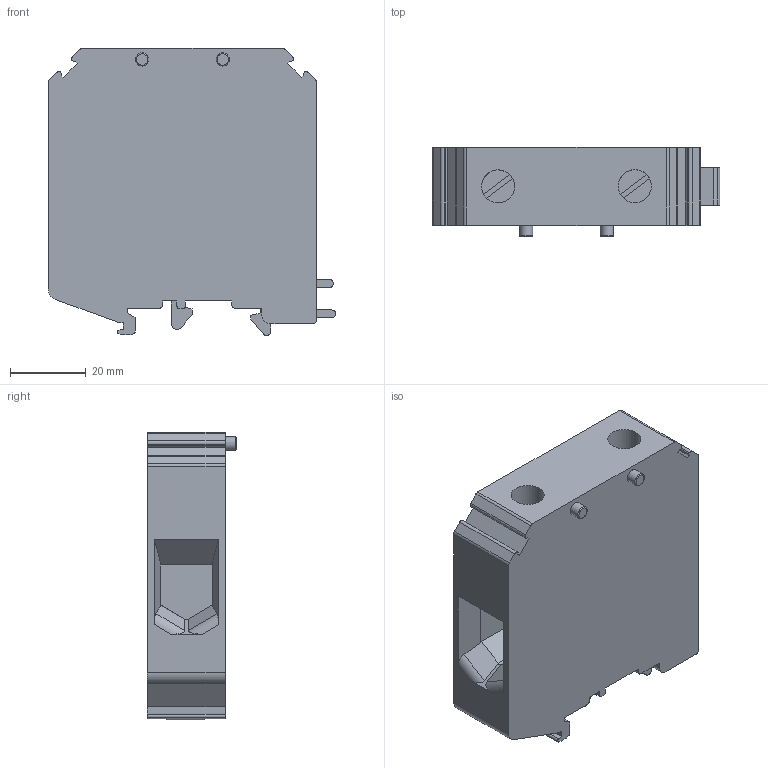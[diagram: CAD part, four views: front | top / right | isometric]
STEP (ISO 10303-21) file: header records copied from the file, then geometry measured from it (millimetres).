
FILE_DESCRIPTION(/* description */ ('Unknown'),/* implementation_level */ '2;1');
FILE_NAME(/* name */ 'KUT50_3D_SOLID',/* time_stamp */ '2024-02-01T11:07:57+06:00',/* author */ ('Unknown'),/* organization */ ('Unknown'),/* preprocessor_version */ 'ST-DEVELOPER v16.7',/* originating_system */ 'Solid Edge',/* authorisation */ 'Unknown');
FILE_SCHEMA (('AUTOMOTIVE_DESIGN {1 0 10303 214 3 1 1}'));
Length unit declared in the file: millimetre
Products named in the file (1): Part5
Bounding box: 76.05 x 23.55 x 76 mm (x, y, z)
Volume: 86859 mm3; surface area: 21591.3 mm2
Topology: 1 solids, 8 shells, 205 faces, 500 edges, 330 vertices
Faces by surface type: plane 128, cylinder 52, cone 16, torus 9
Full cylindrical faces by diameter (mm): 3.5 x2, 3.85 x11, 3.95 x7, 8.75 x2
Entity records: 7107 total; most frequent: DIRECTION 995, CARTESIAN_POINT 961, ORIENTED_EDGE 880, EDGE_CURVE 440, AXIS2_PLACEMENT_3D 349, VERTEX_POINT 315, LINE 297, VECTOR 297
